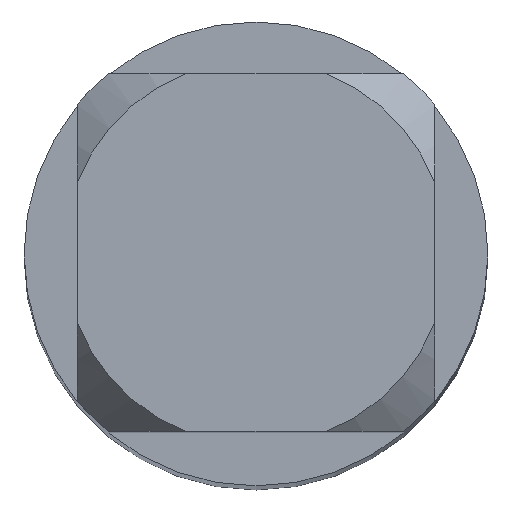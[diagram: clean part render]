
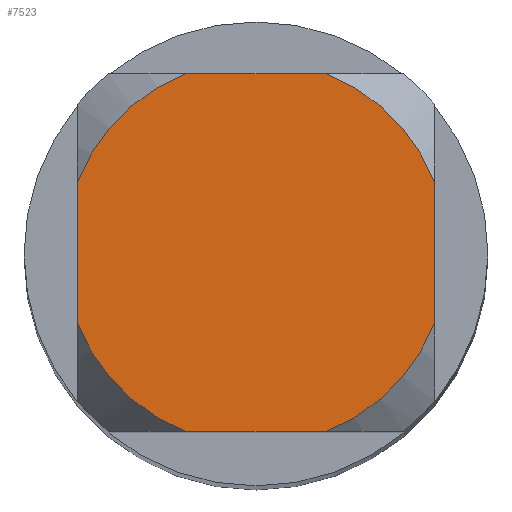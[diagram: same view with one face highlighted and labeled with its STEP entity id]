
A CAD part, top view. The second image highlights one B-rep face of the part: STEP entity #7523.
In plain terms, the highlighted planar face has unit normal (0, 0, 1).
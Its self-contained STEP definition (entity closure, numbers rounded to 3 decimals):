
#4741=VERTEX_POINT('',#11833);
#4815=VERTEX_POINT('',#11909);
#5661=VERTEX_POINT('',#12839);
#6017=VERTEX_POINT('',#13221);
#6079=EDGE_CURVE('',#6581,#7869,#13289,.T.);
#6581=VERTEX_POINT('',#13839);
#6723=EDGE_CURVE('',#5661,#7619,#13996,.T.);
#6779=VERTEX_POINT('',#14056);
#7005=EDGE_CURVE('',#6779,#7869,#14302,.T.);
#7523=ADVANCED_FACE('',(#14861),#14862,.T.);
#7525=EDGE_CURVE('',#6581,#7619,#14864,.T.);
#7619=VERTEX_POINT('',#14968);
#7869=VERTEX_POINT('',#15241);
#8551=EDGE_CURVE('',#4815,#6017,#15981,.T.);
#8923=EDGE_CURVE('',#4815,#4741,#16381,.T.);
#9999=EDGE_CURVE('',#5661,#6017,#17539,.T.);
#10219=EDGE_CURVE('',#6779,#4741,#17780,.T.);
#11833=CARTESIAN_POINT('',(1.35,0.529,0.0));
#11909=CARTESIAN_POINT('',(0.529,1.35,0.0));
#12839=CARTESIAN_POINT('',(-1.35,0.529,0.0));
#13221=CARTESIAN_POINT('',(-0.529,1.35,0.0));
#13289=LINE('',#23266,#23267);
#13839=CARTESIAN_POINT('',(-0.529,-1.35,0.0));
#13996=LINE('',#24606,#24607);
#14056=CARTESIAN_POINT('',(1.35,-0.529,0.0));
#14302=CIRCLE('',#25170,1.45);
#14861=FACE_OUTER_BOUND('',#26236,.T.);
#14862=PLANE('',#26237);
#14864=CIRCLE('',#26240,1.45);
#14968=CARTESIAN_POINT('',(-1.35,-0.529,0.0));
#15241=CARTESIAN_POINT('',(0.529,-1.35,0.0));
#15981=LINE('',#28404,#28405);
#16381=CIRCLE('',#29218,1.45);
#17539=CIRCLE('',#31499,1.45);
#17780=LINE('',#32019,#32020);
#23266=CARTESIAN_POINT('',(0.0,-1.35,0.0));
#23267=VECTOR('',#35677,1.0);
#24606=CARTESIAN_POINT('',(-1.35,0.363,0.0));
#24607=VECTOR('',#36408,1.0);
#25170=AXIS2_PLACEMENT_3D('',#36711,#36712,#36713);
#26236=EDGE_LOOP('',(#37209,#37210,#37211,#37212,#37213,#37214,#37215,#37216));
#26237=AXIS2_PLACEMENT_3D('',#37217,#37218,#37219);
#26240=AXIS2_PLACEMENT_3D('',#37220,#37221,#37222);
#28404=CARTESIAN_POINT('',(0.0,1.35,0.0));
#28405=VECTOR('',#38316,1.0);
#29218=AXIS2_PLACEMENT_3D('',#38686,#38687,#38688);
#31499=AXIS2_PLACEMENT_3D('',#40102,#40103,#40104);
#32019=CARTESIAN_POINT('',(1.35,0.363,0.0));
#32020=VECTOR('',#40345,1.0);
#35677=DIRECTION('',(1.0,0.0,0.0));
#36408=DIRECTION('',(-0.0,-1.0,0.0));
#36711=CARTESIAN_POINT('',(0.0,0.0,0.0));
#36712=DIRECTION('',(0.0,0.0,-1.0));
#36713=DIRECTION('',(0.0,1.0,0.0));
#37209=ORIENTED_EDGE('',*,*,#6723,.T.);
#37210=ORIENTED_EDGE('',*,*,#7525,.F.);
#37211=ORIENTED_EDGE('',*,*,#6079,.T.);
#37212=ORIENTED_EDGE('',*,*,#7005,.F.);
#37213=ORIENTED_EDGE('',*,*,#10219,.T.);
#37214=ORIENTED_EDGE('',*,*,#8923,.F.);
#37215=ORIENTED_EDGE('',*,*,#8551,.T.);
#37216=ORIENTED_EDGE('',*,*,#9999,.F.);
#37217=CARTESIAN_POINT('',(0.0,0.725,0.0));
#37218=DIRECTION('',(-0.0,0.0,1.0));
#37219=DIRECTION('',(0.0,-1.0,0.0));
#37220=CARTESIAN_POINT('',(0.0,0.0,0.0));
#37221=DIRECTION('',(0.0,0.0,-1.0));
#37222=DIRECTION('',(0.0,1.0,0.0));
#38316=DIRECTION('',(-1.0,0.0,0.0));
#38686=CARTESIAN_POINT('',(0.0,0.0,0.0));
#38687=DIRECTION('',(0.0,0.0,-1.0));
#38688=DIRECTION('',(0.0,1.0,0.0));
#40102=CARTESIAN_POINT('',(0.0,0.0,0.0));
#40103=DIRECTION('',(0.0,0.0,-1.0));
#40104=DIRECTION('',(0.0,1.0,0.0));
#40345=DIRECTION('',(-0.0,1.0,0.0));
